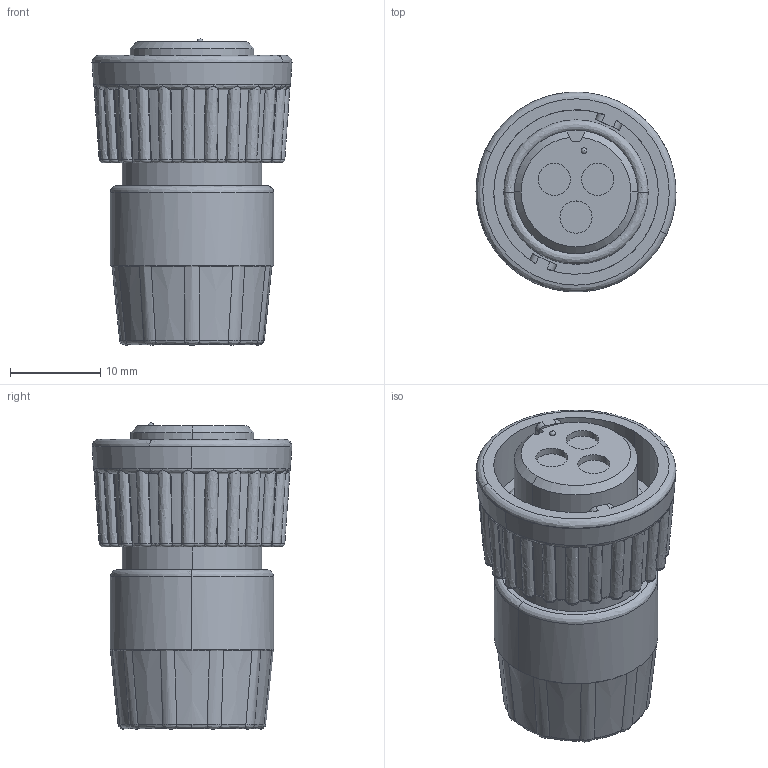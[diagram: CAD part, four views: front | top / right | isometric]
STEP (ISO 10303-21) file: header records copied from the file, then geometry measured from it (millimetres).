
FILE_DESCRIPTION (( 'STEP AP203' ), '1' );
FILE_NAME ('3180-3SG-328.STEP', '2013-05-24T18:54:26', ( '21FPBF1' ), ( 'Conxall' ), 'SwSTEP 2.0', 'SolidWorks 2012', '' );
FILE_SCHEMA (( 'CONFIG_CONTROL_DESIGN' ));
Length unit declared in the file: inch
Products named in the file (1): 3180-3SG-328
Bounding box: 22.22 x 22.19 x 34.04 mm (x, y, z)
Volume: 8025.3 mm3; surface area: 3705.3 mm2
Topology: 1 solids, 1 shells, 278 faces, 765 edges, 498 vertices
Faces by surface type: bspline 159, plane 55, cone 40, cylinder 23, sphere 1
Entity records: 13980 total; most frequent: CARTESIAN_POINT 8473, ORIENTED_EDGE 1524, EDGE_CURVE 762, DIRECTION 674, VERTEX_POINT 496, B_SPLINE_CURVE_WITH_KNOTS 361, AXIS2_PLACEMENT_3D 297, EDGE_LOOP 288
